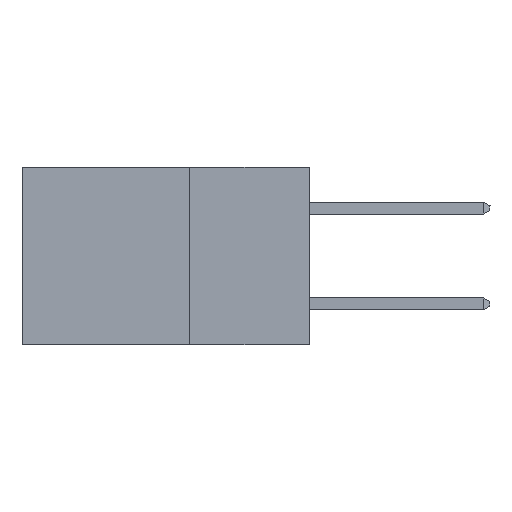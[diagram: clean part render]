
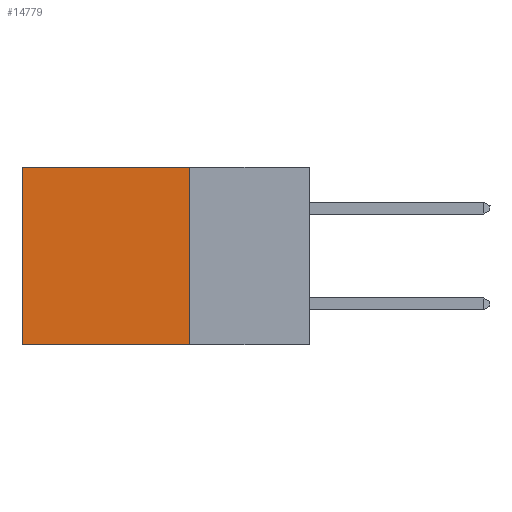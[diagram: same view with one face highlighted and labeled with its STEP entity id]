
A CAD part, left-side view. The second image highlights one B-rep face of the part: STEP entity #14779.
In plain terms, the highlighted planar face has unit normal (-1, 0, 0).
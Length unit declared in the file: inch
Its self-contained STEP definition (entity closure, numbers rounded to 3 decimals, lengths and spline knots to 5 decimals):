
#1293 = ORIENTED_EDGE ( 'NONE', *, *, #4697, .T. ) ;
#2106 = CARTESIAN_POINT ( 'NONE',  ( 0.2875, 0.25, -0.37 ) ) ;
#2341 = LINE ( 'NONE', #2106, #6941 ) ;
#2349 = AXIS2_PLACEMENT_3D ( 'NONE', #7037, #9359, #13180 ) ;
#2672 = LINE ( 'NONE', #11876, #3231 ) ;
#3172 = ORIENTED_EDGE ( 'NONE', *, *, #5217, .T. ) ;
#3175 = CARTESIAN_POINT ( 'NONE',  ( 0.2875, 0.25, -0.37 ) ) ;
#3231 = VECTOR ( 'NONE', #14234, 39.37008 ) ;
#3769 = LINE ( 'NONE', #13019, #4707 ) ;
#3870 = CARTESIAN_POINT ( 'NONE',  ( 0.2875, 0.25, 0. ) ) ;
#4332 = LINE ( 'NONE', #11970, #13424 ) ;
#4656 = VERTEX_POINT ( 'NONE', #11462 ) ;
#4697 = EDGE_CURVE ( 'NONE', #13126, #4656, #2672, .T. ) ;
#4707 = VECTOR ( 'NONE', #10652, 39.37008 ) ;
#4862 = ORIENTED_EDGE ( 'NONE', *, *, #5315, .F. ) ;
#5084 = FACE_OUTER_BOUND ( 'NONE', #11735, .T. ) ;
#5217 = EDGE_CURVE ( 'NONE', #11941, #13126, #3769, .T. ) ;
#5315 = EDGE_CURVE ( 'NONE', #11941, #13958, #4332, .T. ) ;
#5408 = CARTESIAN_POINT ( 'NONE',  ( 0.2875, 0.6, 0. ) ) ;
#6941 = VECTOR ( 'NONE', #10355, 39.37008 ) ;
#7037 = CARTESIAN_POINT ( 'NONE',  ( 0.2875, 0.25, 0. ) ) ;
#8661 = ORIENTED_EDGE ( 'NONE', *, *, #14046, .F. ) ;
#9256 = PLANE ( 'NONE',  #2349 ) ;
#9359 = DIRECTION ( 'NONE',  ( 1., 0., 0. ) ) ;
#9497 = DIRECTION ( 'NONE',  ( 0., 0., -1. ) ) ;
#10355 = DIRECTION ( 'NONE',  ( 0., 1., 0. ) ) ;
#10652 = DIRECTION ( 'NONE',  ( 0., 1., 0. ) ) ;
#11462 = CARTESIAN_POINT ( 'NONE',  ( 0.2875, 0.6, -0.37 ) ) ;
#11735 = EDGE_LOOP ( 'NONE', ( #1293, #8661, #4862, #3172 ) ) ;
#11876 = CARTESIAN_POINT ( 'NONE',  ( 0.2875, 0.6, 0. ) ) ;
#11941 = VERTEX_POINT ( 'NONE', #3870 ) ;
#11970 = CARTESIAN_POINT ( 'NONE',  ( 0.2875, 0.25, 0. ) ) ;
#13019 = CARTESIAN_POINT ( 'NONE',  ( 0.2875, 0.25, 0. ) ) ;
#13126 = VERTEX_POINT ( 'NONE', #5408 ) ;
#13180 = DIRECTION ( 'NONE',  ( 0., 0., -1. ) ) ;
#13424 = VECTOR ( 'NONE', #9497, 39.37008 ) ;
#13958 = VERTEX_POINT ( 'NONE', #3175 ) ;
#14046 = EDGE_CURVE ( 'NONE', #13958, #4656, #2341, .T. ) ;
#14234 = DIRECTION ( 'NONE',  ( 0., 0., -1. ) ) ;
#14779 = ADVANCED_FACE ( 'NONE', ( #5084 ), #9256, .F. ) ;
